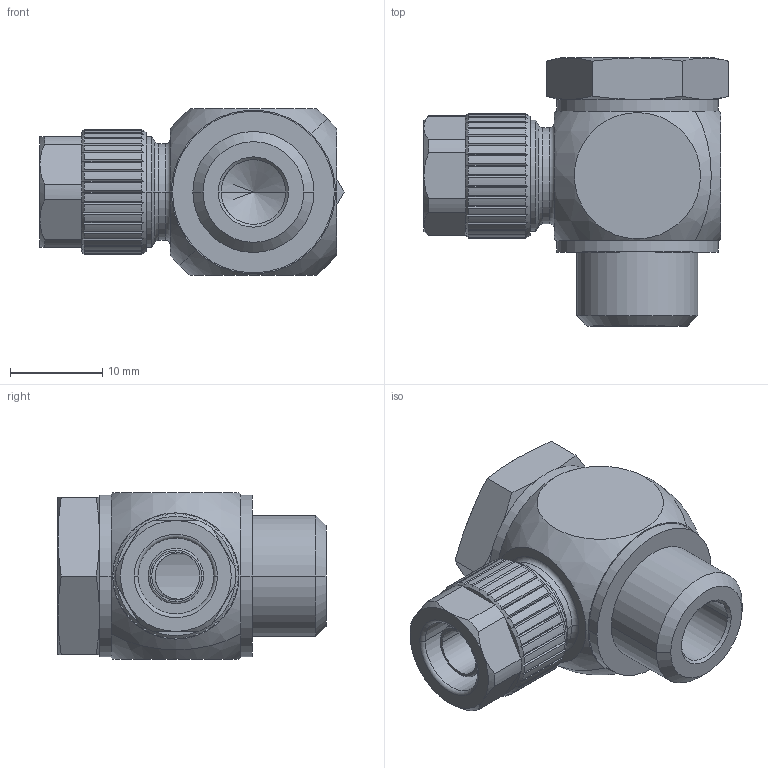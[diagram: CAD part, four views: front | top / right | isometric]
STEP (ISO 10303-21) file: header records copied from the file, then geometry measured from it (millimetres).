
FILE_DESCRIPTION((''),'2;1');
FILE_NAME('325101B_152M-8-6S-1-4A_ASM','2013-03-28T',('avs330'),(''),'PRO/ENGINEER BY PARAMETRIC TECHNOLOGY CORPORATION, 2010430','PRO/ENGINEER BY PARAMETRIC TECHNOLOGY CORPORATION, 2010430','');
FILE_SCHEMA(('CONFIG_CONTROL_DESIGN'));
Length unit declared in the file: millimetre
Products named in the file (3): 303421B_161M_8-6S_1-4; 304029B_163M-11-1-4A_AF0; 325101B_152M-8-6S-1-4A_ASM
Assembly tree (2 placements, depth 2):
  325101B_152M-8-6S-1-4A_ASM
    303421B_161M_8-6S_1-4
    304029B_163M-11-1-4A_AF0
Bounding box: 32.91 x 29 x 18 mm (x, y, z)
Volume: 6698 mm3; surface area: 5426.7 mm2
Topology: 2 solids, 2 shells, 226 faces, 596 edges, 383 vertices
Faces by surface type: plane 106, cylinder 72, cone 38, torus 8, sphere 2
Entity records: 7498 total; most frequent: CARTESIAN_POINT 2044, ORIENTED_EDGE 1188, DIRECTION 1054, EDGE_CURVE 594, AXIS2_PLACEMENT_3D 435, VERTEX_POINT 383, EDGE_LOOP 245, FACE_OUTER_BOUND 226
